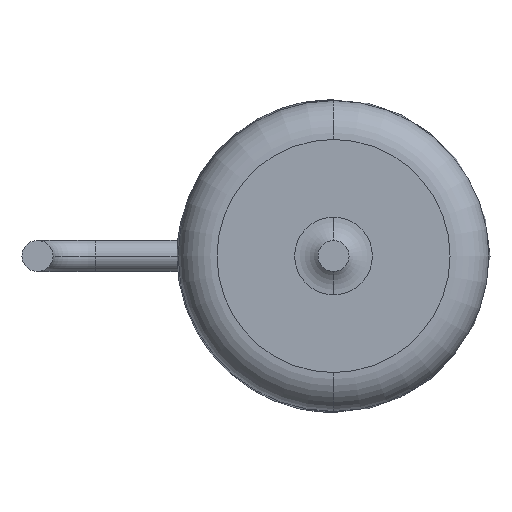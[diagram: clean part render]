
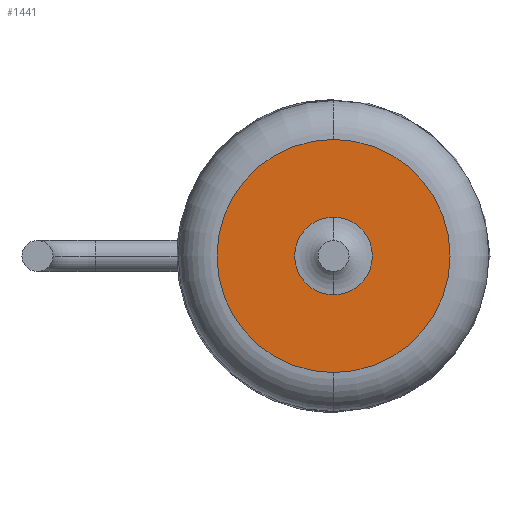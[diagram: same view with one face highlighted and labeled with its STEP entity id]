
A CAD part, front view. The second image highlights one B-rep face of the part: STEP entity #1441.
In plain terms, the highlighted planar face has unit normal (0, -1, 0).
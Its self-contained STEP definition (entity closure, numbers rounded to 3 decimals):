
#6 = CARTESIAN_POINT ( 'NONE',  ( 0., -12., 3. ) ) ;
#176 = DIRECTION ( 'NONE',  ( 0., 0., 1. ) ) ;
#220 = CARTESIAN_POINT ( 'NONE',  ( 0., -12., -3. ) ) ;
#271 = ORIENTED_EDGE ( 'NONE', *, *, #2573, .F. ) ;
#297 = ORIENTED_EDGE ( 'NONE', *, *, #1870, .T. ) ;
#375 = AXIS2_PLACEMENT_3D ( 'NONE', #1141, #1560, #176 ) ;
#480 = CIRCLE ( 'NONE', #1230, 1. ) ;
#484 = CARTESIAN_POINT ( 'NONE',  ( 0., -12., 0. ) ) ;
#507 = DIRECTION ( 'NONE',  ( 0., -1., 0. ) ) ;
#587 = FACE_OUTER_BOUND ( 'NONE', #615, .T. ) ;
#613 = CARTESIAN_POINT ( 'NONE',  ( 0., -12., -1. ) ) ;
#615 = EDGE_LOOP ( 'NONE', ( #1778, #297 ) ) ;
#748 = VERTEX_POINT ( 'NONE', #613 ) ;
#756 = CIRCLE ( 'NONE', #375, 3. ) ;
#897 = DIRECTION ( 'NONE',  ( 0., 0., 1. ) ) ;
#1022 = AXIS2_PLACEMENT_3D ( 'NONE', #1190, #2216, #2456 ) ;
#1090 = CARTESIAN_POINT ( 'NONE',  ( 0., -12., 0. ) ) ;
#1141 = CARTESIAN_POINT ( 'NONE',  ( 0., -12., 0. ) ) ;
#1190 = CARTESIAN_POINT ( 'NONE',  ( 0., -12., 0. ) ) ;
#1230 = AXIS2_PLACEMENT_3D ( 'NONE', #2406, #2056, #2281 ) ;
#1239 = AXIS2_PLACEMENT_3D ( 'NONE', #484, #1703, #1244 ) ;
#1244 = DIRECTION ( 'NONE',  ( 0., 0., 1. ) ) ;
#1271 = CIRCLE ( 'NONE', #1022, 3. ) ;
#1430 = EDGE_LOOP ( 'NONE', ( #271, #1449 ) ) ;
#1441 = ADVANCED_FACE ( 'NONE', ( #2605, #587 ), #1651, .F. ) ;
#1449 = ORIENTED_EDGE ( 'NONE', *, *, #2175, .F. ) ;
#1560 = DIRECTION ( 'NONE',  ( 0., -1., 0. ) ) ;
#1651 = PLANE ( 'NONE',  #1239 ) ;
#1703 = DIRECTION ( 'NONE',  ( 0., 1., 0. ) ) ;
#1778 = ORIENTED_EDGE ( 'NONE', *, *, #2133, .T. ) ;
#1870 = EDGE_CURVE ( 'NONE', #2562, #2323, #756, .T. ) ;
#1914 = AXIS2_PLACEMENT_3D ( 'NONE', #1090, #507, #897 ) ;
#2012 = CARTESIAN_POINT ( 'NONE',  ( 0., -12., 1. ) ) ;
#2056 = DIRECTION ( 'NONE',  ( 0., -1., 0. ) ) ;
#2133 = EDGE_CURVE ( 'NONE', #2323, #2562, #1271, .T. ) ;
#2139 = VERTEX_POINT ( 'NONE', #2012 ) ;
#2175 = EDGE_CURVE ( 'NONE', #748, #2139, #480, .T. ) ;
#2216 = DIRECTION ( 'NONE',  ( 0., -1., 0. ) ) ;
#2281 = DIRECTION ( 'NONE',  ( 0., 0., 1. ) ) ;
#2323 = VERTEX_POINT ( 'NONE', #6 ) ;
#2406 = CARTESIAN_POINT ( 'NONE',  ( 0., -12., 0. ) ) ;
#2456 = DIRECTION ( 'NONE',  ( 0., 0., 1. ) ) ;
#2470 = CIRCLE ( 'NONE', #1914, 1. ) ;
#2562 = VERTEX_POINT ( 'NONE', #220 ) ;
#2573 = EDGE_CURVE ( 'NONE', #2139, #748, #2470, .T. ) ;
#2605 = FACE_BOUND ( 'NONE', #1430, .T. ) ;
